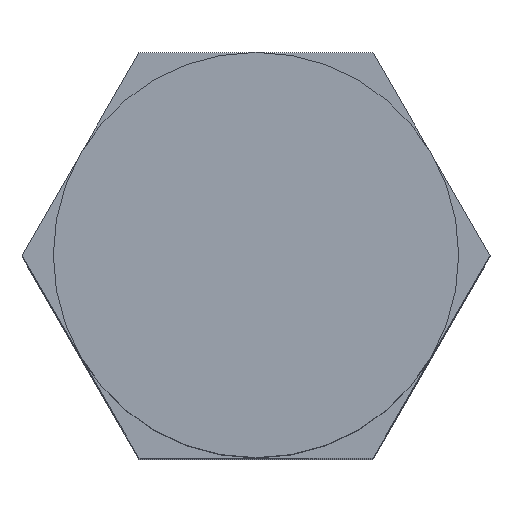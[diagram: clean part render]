
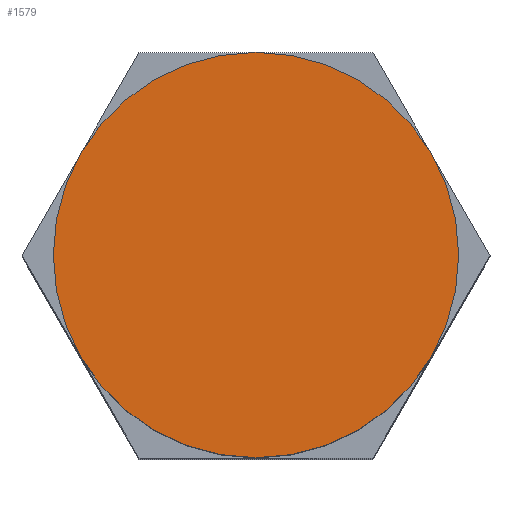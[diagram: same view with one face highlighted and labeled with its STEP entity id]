
A CAD part, top view. The second image highlights one B-rep face of the part: STEP entity #1579.
In plain terms, the highlighted planar face has unit normal (0, 0, 1).
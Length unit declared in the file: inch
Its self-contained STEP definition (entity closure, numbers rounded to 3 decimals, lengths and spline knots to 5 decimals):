
#1415=CARTESIAN_POINT('',(-0.21737,-0.1255,1.3255));
#1416=VERTEX_POINT('',#1415);
#1417=CARTESIAN_POINT('',(0.0,0.0,1.3255));
#1418=DIRECTION('',(0.0,0.0,1.0));
#1419=DIRECTION('',(-1.0,0.0,0.0));
#1420=AXIS2_PLACEMENT_3D('',#1417,#1418,#1419);
#1421=CIRCLE('',#1420,0.251);
#1422=EDGE_CURVE('',#1416,#1416,#1421,.T.);
#1571=CARTESIAN_POINT('',(0.,0.,1.3255));
#1572=DIRECTION('',(0.0,0.0,1.0));
#1573=DIRECTION('',(1.0,0.0,0.0));
#1574=AXIS2_PLACEMENT_3D('',#1571,#1572,#1573);
#1575=PLANE('',#1574);
#1576=ORIENTED_EDGE('',*,*,#1422,.T.);
#1577=EDGE_LOOP('',(#1576));
#1578=FACE_OUTER_BOUND('',#1577,.T.);
#1579=ADVANCED_FACE('',(#1578),#1575,.T.);
